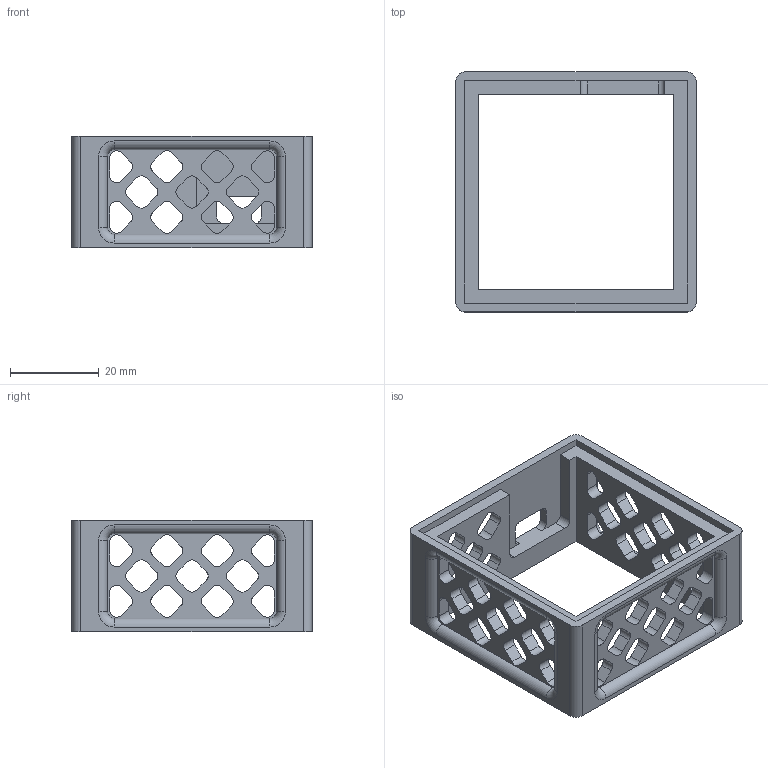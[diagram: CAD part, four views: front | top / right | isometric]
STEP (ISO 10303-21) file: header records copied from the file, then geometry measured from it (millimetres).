
FILE_DESCRIPTION((''),'2;1');
FILE_NAME('PRINTED_CASING','2016-12-30T',(''),('Frack'),'CREO PARAMETRIC BY PTC INC, 18.00','CREO PARAMETRIC BY PTC INC, 18.00','');
FILE_SCHEMA(('AUTOMOTIVE_DESIGN { 1 0 10303 214 1 1 1 1 }'));
Length unit declared in the file: millimetre
Products named in the file (2): PRINT_CASING_P1; PRINTED_CASING
Assembly tree (1 placements, depth 2):
  PRINTED_CASING
    PRINT_CASING_P1
Bounding box: 54 x 54 x 25 mm (x, y, z)
Volume: 13430 mm3; surface area: 12202 mm2
Topology: 1 solids, 1 shells, 343 faces, 1074 edges, 736 vertices
Faces by surface type: cylinder 164, plane 163, torus 16
Entity records: 15667 total; most frequent: DIRECTION 2190, CARTESIAN_POINT 2162, ORIENTED_EDGE 2148, PRESENTATION_STYLE_ASSIGNMENT 1076, STYLED_ITEM 1076, CURVE_STYLE 1075, EDGE_CURVE 1074, AXIS2_PLACEMENT_3D 768
